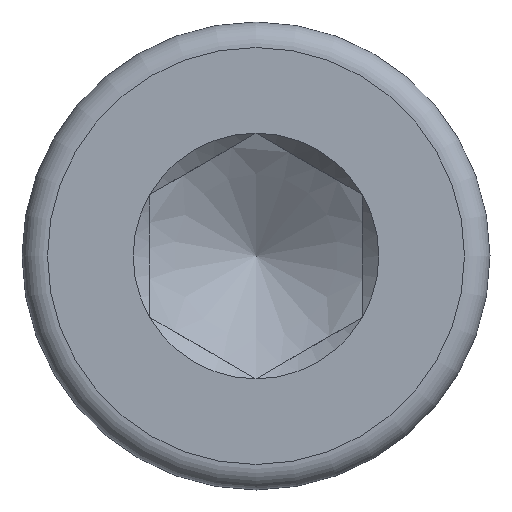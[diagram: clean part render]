
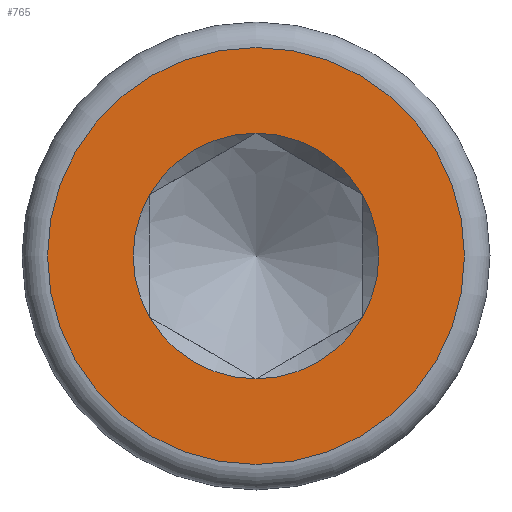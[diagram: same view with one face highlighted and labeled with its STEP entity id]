
A CAD part, left-side view. The second image highlights one B-rep face of the part: STEP entity #765.
In plain terms, the highlighted planar face has unit normal (-1, 0, 0).
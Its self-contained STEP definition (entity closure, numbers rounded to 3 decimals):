
#16=FACE_BOUND('',#138,.T.);
#47=PLANE('',#842);
#88=FACE_OUTER_BOUND('',#137,.T.);
#137=EDGE_LOOP('',(#659));
#138=EDGE_LOOP('',(#660,#661,#662,#663,#664,#665));
#167=CIRCLE('',#841,2.45);
#168=CIRCLE('',#843,1.443);
#169=CIRCLE('',#844,1.443);
#170=CIRCLE('',#845,1.443);
#171=CIRCLE('',#846,1.443);
#172=CIRCLE('',#847,1.443);
#173=CIRCLE('',#848,1.443);
#338=VERTEX_POINT('',#2760);
#339=VERTEX_POINT('',#2761);
#348=VERTEX_POINT('',#2797);
#349=VERTEX_POINT('',#2801);
#350=VERTEX_POINT('',#2803);
#351=VERTEX_POINT('',#2805);
#352=VERTEX_POINT('',#2807);
#452=EDGE_CURVE('',#348,#348,#167,.T.);
#453=EDGE_CURVE('',#339,#349,#168,.T.);
#454=EDGE_CURVE('',#349,#350,#169,.T.);
#455=EDGE_CURVE('',#350,#351,#170,.T.);
#456=EDGE_CURVE('',#351,#352,#171,.T.);
#457=EDGE_CURVE('',#352,#338,#172,.T.);
#458=EDGE_CURVE('',#338,#339,#173,.T.);
#659=ORIENTED_EDGE('',*,*,#452,.F.);
#660=ORIENTED_EDGE('',*,*,#453,.T.);
#661=ORIENTED_EDGE('',*,*,#454,.T.);
#662=ORIENTED_EDGE('',*,*,#455,.T.);
#663=ORIENTED_EDGE('',*,*,#456,.T.);
#664=ORIENTED_EDGE('',*,*,#457,.T.);
#665=ORIENTED_EDGE('',*,*,#458,.T.);
#765=ADVANCED_FACE('',(#88,#16),#47,.F.);
#841=AXIS2_PLACEMENT_3D('',#2799,#987,#988);
#842=AXIS2_PLACEMENT_3D('',#2800,#989,#990);
#843=AXIS2_PLACEMENT_3D('',#2802,#991,#992);
#844=AXIS2_PLACEMENT_3D('',#2804,#993,#994);
#845=AXIS2_PLACEMENT_3D('',#2806,#995,#996);
#846=AXIS2_PLACEMENT_3D('',#2808,#997,#998);
#847=AXIS2_PLACEMENT_3D('',#2809,#999,#1000);
#848=AXIS2_PLACEMENT_3D('',#2810,#1001,#1002);
#987=DIRECTION('center_axis',(1.,0.,0.));
#988=DIRECTION('ref_axis',(0.,0.,-1.));
#989=DIRECTION('center_axis',(1.,0.,0.));
#990=DIRECTION('ref_axis',(0.,0.,-1.));
#991=DIRECTION('center_axis',(1.,0.,0.));
#992=DIRECTION('ref_axis',(0.,0.,-1.));
#993=DIRECTION('center_axis',(1.,0.,0.));
#994=DIRECTION('ref_axis',(0.,0.,-1.));
#995=DIRECTION('center_axis',(1.,0.,0.));
#996=DIRECTION('ref_axis',(0.,0.,-1.));
#997=DIRECTION('center_axis',(1.,0.,0.));
#998=DIRECTION('ref_axis',(0.,0.,-1.));
#999=DIRECTION('center_axis',(1.,0.,0.));
#1000=DIRECTION('ref_axis',(0.,0.,-1.));
#1001=DIRECTION('center_axis',(1.,0.,0.));
#1002=DIRECTION('ref_axis',(0.,0.,-1.));
#2760=CARTESIAN_POINT('',(-3.,0.,1.443));
#2761=CARTESIAN_POINT('',(-3.,-1.25,0.722));
#2797=CARTESIAN_POINT('',(-3.,0.,2.45));
#2799=CARTESIAN_POINT('Origin',(-3.,0.,0.));
#2800=CARTESIAN_POINT('Origin',(-3.,1.443,0.));
#2801=CARTESIAN_POINT('',(-3.,-1.25,-0.722));
#2802=CARTESIAN_POINT('Origin',(-3.,0.,0.));
#2803=CARTESIAN_POINT('',(-3.,0.,-1.443));
#2804=CARTESIAN_POINT('Origin',(-3.,0.,0.));
#2805=CARTESIAN_POINT('',(-3.,1.25,-0.722));
#2806=CARTESIAN_POINT('Origin',(-3.,0.,0.));
#2807=CARTESIAN_POINT('',(-3.,1.25,0.722));
#2808=CARTESIAN_POINT('Origin',(-3.,0.,0.));
#2809=CARTESIAN_POINT('Origin',(-3.,0.,0.));
#2810=CARTESIAN_POINT('Origin',(-3.,0.,0.));
